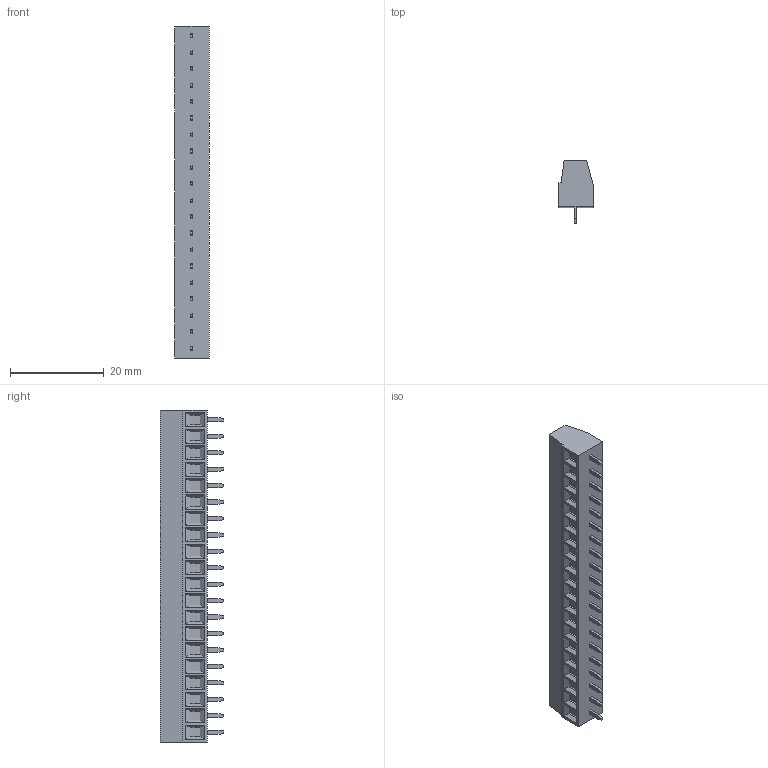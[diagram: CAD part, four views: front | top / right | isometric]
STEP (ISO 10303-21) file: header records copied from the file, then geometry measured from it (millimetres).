
FILE_DESCRIPTION((''),'2;1');
FILE_NAME('PRT0050','2024-10-31T',('yanfa'),(''),'PRO/ENGINEER BY PARAMETRIC TECHNOLOGY CORPORATION, 2009280','PRO/ENGINEER BY PARAMETRIC TECHNOLOGY CORPORATION, 2009280','');
FILE_SCHEMA(('AUTOMOTIVE_DESIGN_CC2 { 1 2 10303 214 -1 1 5 2 }'));
Length unit declared in the file: millimetre
Products named in the file (1): PRT0050
Bounding box: 7.3 x 13.5 x 70.7 mm (x, y, z)
Volume: 4367.2 mm3; surface area: 3368.8 mm2
Topology: 1 solids, 1 shells, 729 faces, 1701 edges, 1054 vertices
Faces by surface type: plane 449, cylinder 160, cone 80, torus 40
Entity records: 20595 total; most frequent: CARTESIAN_POINT 3764, DIRECTION 3519, ORIENTED_EDGE 3402, EDGE_CURVE 1701, VECTOR 1181, LINE 1181, AXIS2_PLACEMENT_3D 1169, VERTEX_POINT 1054
